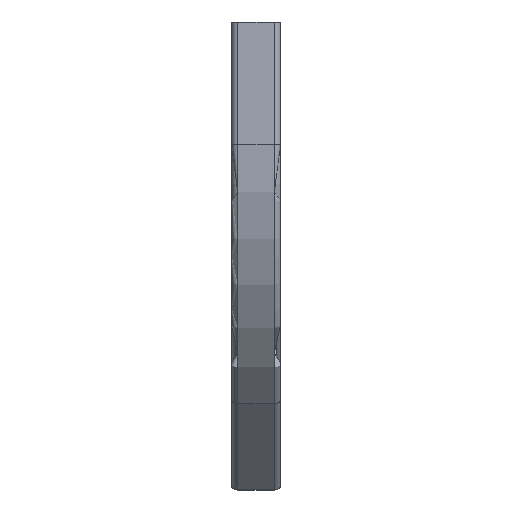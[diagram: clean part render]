
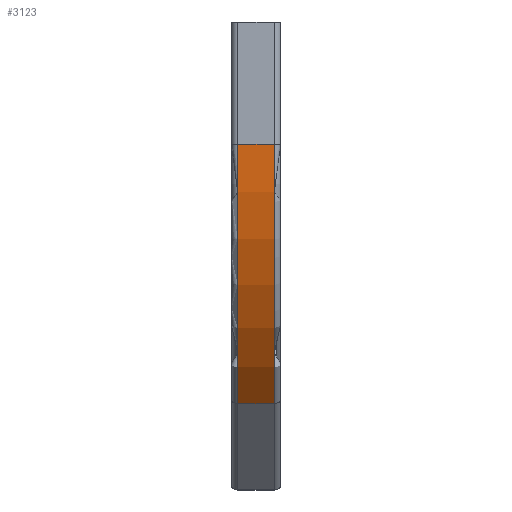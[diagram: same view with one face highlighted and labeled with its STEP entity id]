
A CAD part, left-side view. The second image highlights one B-rep face of the part: STEP entity #3123.
In plain terms, the highlighted cylindrical face has radius 450 mm (diameter 900 mm), a partial arc.
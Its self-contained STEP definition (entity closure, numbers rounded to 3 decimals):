
#23 = CARTESIAN_POINT ( 'NONE',  ( -3.198, 6.791, -468.198 ) ) ;
#215 = CARTESIAN_POINT ( 'NONE',  ( -3.198, 22.5, -468.198 ) ) ;
#294 = EDGE_CURVE ( 'NONE', #3698, #1119, #2782, .T. ) ;
#497 = EDGE_CURVE ( 'NONE', #3698, #5620, #1023, .T. ) ;
#549 = FACE_OUTER_BOUND ( 'NONE', #4662, .T. ) ;
#559 = LINE ( 'NONE', #1140, #967 ) ;
#725 = AXIS2_PLACEMENT_3D ( 'NONE', #2907, #7058, #3524 ) ;
#967 = VECTOR ( 'NONE', #2988, 1000. ) ;
#1023 = CIRCLE ( 'NONE', #3543, 450. ) ;
#1119 = VERTEX_POINT ( 'NONE', #215 ) ;
#1140 = CARTESIAN_POINT ( 'NONE',  ( -135., 6.791, -150. ) ) ;
#1200 = DIRECTION ( 'NONE',  ( 0., 1., 0. ) ) ;
#1279 = DIRECTION ( 'NONE',  ( 0., 1., 0. ) ) ;
#1888 = EDGE_CURVE ( 'NONE', #5620, #4436, #559, .T. ) ;
#2111 = ORIENTED_EDGE ( 'NONE', *, *, #4958, .F. ) ;
#2128 = ORIENTED_EDGE ( 'NONE', *, *, #497, .T. ) ;
#2608 = CARTESIAN_POINT ( 'NONE',  ( 315., -22.5, -150. ) ) ;
#2782 = LINE ( 'NONE', #23, #2961 ) ;
#2799 = CARTESIAN_POINT ( 'NONE',  ( -135., -22.5, -150. ) ) ;
#2907 = CARTESIAN_POINT ( 'NONE',  ( 315., 22.5, -150. ) ) ;
#2961 = VECTOR ( 'NONE', #1200, 1000. ) ;
#2988 = DIRECTION ( 'NONE',  ( 0., 1., 0. ) ) ;
#3123 = ADVANCED_FACE ( 'NONE', ( #549 ), #6740, .T. ) ;
#3524 = DIRECTION ( 'NONE',  ( 0.707, 0., -0.707 ) ) ;
#3543 = AXIS2_PLACEMENT_3D ( 'NONE', #2608, #1279, #5316 ) ;
#3611 = CIRCLE ( 'NONE', #725, 450. ) ;
#3698 = VERTEX_POINT ( 'NONE', #5173 ) ;
#4436 = VERTEX_POINT ( 'NONE', #6894 ) ;
#4662 = EDGE_LOOP ( 'NONE', ( #6640, #2128, #6017, #2111 ) ) ;
#4958 = EDGE_CURVE ( 'NONE', #1119, #4436, #3611, .T. ) ;
#5173 = CARTESIAN_POINT ( 'NONE',  ( -3.198, -22.5, -468.198 ) ) ;
#5316 = DIRECTION ( 'NONE',  ( 0.707, 0., -0.707 ) ) ;
#5620 = VERTEX_POINT ( 'NONE', #2799 ) ;
#5682 = AXIS2_PLACEMENT_3D ( 'NONE', #6026, #6059, #6626 ) ;
#6017 = ORIENTED_EDGE ( 'NONE', *, *, #1888, .T. ) ;
#6026 = CARTESIAN_POINT ( 'NONE',  ( 315., 0., -150. ) ) ;
#6059 = DIRECTION ( 'NONE',  ( 0., 1., 0. ) ) ;
#6626 = DIRECTION ( 'NONE',  ( 0.707, 0., -0.707 ) ) ;
#6640 = ORIENTED_EDGE ( 'NONE', *, *, #294, .F. ) ;
#6740 = CYLINDRICAL_SURFACE ( 'NONE', #5682, 450. ) ;
#6894 = CARTESIAN_POINT ( 'NONE',  ( -135., 22.5, -150. ) ) ;
#7058 = DIRECTION ( 'NONE',  ( 0., 1., 0. ) ) ;
